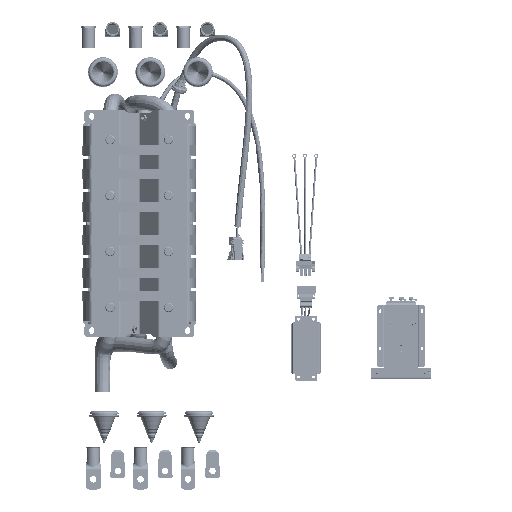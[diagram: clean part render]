
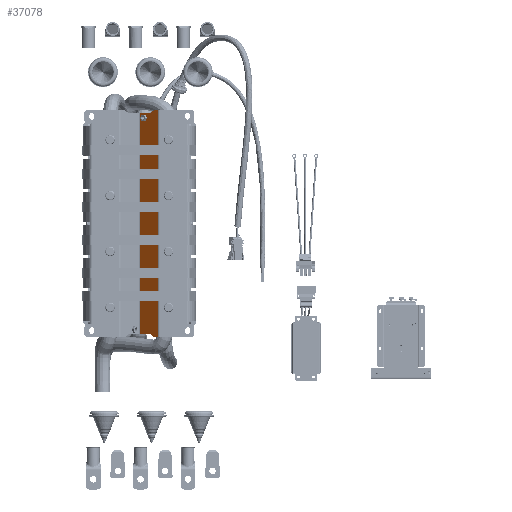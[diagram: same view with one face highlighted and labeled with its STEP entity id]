
A CAD part, top view. The second image highlights one B-rep face of the part: STEP entity #37078.
In plain terms, the highlighted face is planar.
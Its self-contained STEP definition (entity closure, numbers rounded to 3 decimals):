
#3130=ELLIPSE('',#105380,5.007,5.);
#3131=ELLIPSE('',#105381,5.007,5.);
#3132=ELLIPSE('',#105382,5.007,5.);
#3133=ELLIPSE('',#105383,5.007,5.);
#12903=LINE('',#144126,#21863);
#12982=LINE('',#144458,#21942);
#12984=LINE('',#144466,#21944);
#12985=LINE('',#144472,#21945);
#12986=LINE('',#144474,#21946);
#12987=LINE('',#144476,#21947);
#12988=LINE('',#144480,#21948);
#12989=LINE('',#144483,#21949);
#21863=VECTOR('',#116159,1.);
#21942=VECTOR('',#116432,1.);
#21944=VECTOR('',#116442,1.);
#21945=VECTOR('',#116447,1.);
#21946=VECTOR('',#116448,1.);
#21947=VECTOR('',#116449,1.);
#21948=VECTOR('',#116452,1.);
#21949=VECTOR('',#116455,1.);
#37078=ADVANCED_FACE('',(#45101,#45102),#41884,.F.);
#41884=PLANE('',#105384);
#45101=FACE_BOUND('',#47634,.T.);
#45102=FACE_BOUND('',#47635,.T.);
#47634=EDGE_LOOP('',(#56945));
#47635=EDGE_LOOP('',(#56946,#56947,#56948,#56949,#56950,#56951,#56952,#56953,
#56954,#56955,#56956,#56957));
#56945=ORIENTED_EDGE('',*,*,#89842,.T.);
#56946=ORIENTED_EDGE('',*,*,#89843,.F.);
#56947=ORIENTED_EDGE('',*,*,#89844,.T.);
#56948=ORIENTED_EDGE('',*,*,#89839,.T.);
#56949=ORIENTED_EDGE('',*,*,#89845,.T.);
#56950=ORIENTED_EDGE('',*,*,#89846,.F.);
#56951=ORIENTED_EDGE('',*,*,#89847,.T.);
#56952=ORIENTED_EDGE('',*,*,#89848,.F.);
#56953=ORIENTED_EDGE('',*,*,#89849,.T.);
#56954=ORIENTED_EDGE('',*,*,#89850,.F.);
#56955=ORIENTED_EDGE('',*,*,#89851,.T.);
#56956=ORIENTED_EDGE('',*,*,#89671,.T.);
#56957=ORIENTED_EDGE('',*,*,#89852,.T.);
#80436=VERTEX_POINT('',#144125);
#80437=VERTEX_POINT('',#144127);
#80592=VERTEX_POINT('',#144457);
#80593=VERTEX_POINT('',#144459);
#80594=VERTEX_POINT('',#144465);
#80595=VERTEX_POINT('',#144467);
#80596=VERTEX_POINT('',#144468);
#80597=VERTEX_POINT('',#144471);
#80598=VERTEX_POINT('',#144473);
#80599=VERTEX_POINT('',#144475);
#80600=VERTEX_POINT('',#144477);
#80601=VERTEX_POINT('',#144479);
#80602=VERTEX_POINT('',#144481);
#89671=EDGE_CURVE('',#80437,#80436,#12903,.T.);
#89839=EDGE_CURVE('',#80593,#80592,#12982,.T.);
#89842=EDGE_CURVE('',#80594,#80594,#101486,.T.);
#89843=EDGE_CURVE('',#80595,#80596,#12984,.T.);
#89844=EDGE_CURVE('',#80595,#80593,#3130,.T.);
#89845=EDGE_CURVE('',#80592,#80597,#3131,.T.);
#89846=EDGE_CURVE('',#80598,#80597,#12985,.T.);
#89847=EDGE_CURVE('',#80598,#80599,#12986,.T.);
#89848=EDGE_CURVE('',#80600,#80599,#12987,.T.);
#89849=EDGE_CURVE('',#80600,#80601,#3132,.T.);
#89850=EDGE_CURVE('',#80602,#80601,#12988,.T.);
#89851=EDGE_CURVE('',#80602,#80437,#3133,.T.);
#89852=EDGE_CURVE('',#80436,#80596,#12989,.T.);
#101486=CIRCLE('',#105379,5.);
#105379=AXIS2_PLACEMENT_3D('',#144464,#116440,#116441);
#105380=AXIS2_PLACEMENT_3D('',#144469,#116443,#116444);
#105381=AXIS2_PLACEMENT_3D('',#144470,#116445,#116446);
#105382=AXIS2_PLACEMENT_3D('',#144478,#116450,#116451);
#105383=AXIS2_PLACEMENT_3D('',#144482,#116453,#116454);
#105384=AXIS2_PLACEMENT_3D('',#144484,#116456,#116457);
#116159=DIRECTION('',(0.682,0.731,0.));
#116432=DIRECTION('',(-0.613,-0.657,0.439));
#116440=DIRECTION('',(0.731,-0.682,0.));
#116441=DIRECTION('',(0.682,0.731,0.));
#116442=DIRECTION('',(0.682,0.731,0.));
#116443=DIRECTION('',(-0.731,0.682,0.));
#116444=DIRECTION('',(-0.682,-0.731,0.));
#116445=DIRECTION('',(0.731,-0.682,0.));
#116446=DIRECTION('',(0.682,0.731,0.));
#116447=DIRECTION('',(0.682,0.731,0.));
#116448=DIRECTION('',(0.,0.,1.));
#116449=DIRECTION('',(-0.682,-0.731,0.));
#116450=DIRECTION('',(0.731,-0.682,0.));
#116451=DIRECTION('',(-0.682,-0.731,0.));
#116452=DIRECTION('',(-0.453,-0.486,-0.748));
#116453=DIRECTION('',(-0.731,0.682,0.));
#116454=DIRECTION('',(-0.682,-0.731,0.));
#116455=DIRECTION('',(0.,0.,-1.));
#116456=DIRECTION('',(0.731,-0.682,0.));
#116457=DIRECTION('',(0.682,0.731,0.));
#144125=CARTESIAN_POINT('',(-43.678,143.505,163.6));
#144126=CARTESIAN_POINT('',(-65.812,119.769,163.6));
#144127=CARTESIAN_POINT('',(-52.484,134.062,163.6));
#144457=CARTESIAN_POINT('',(-58.353,127.769,-285.909));
#144458=CARTESIAN_POINT('',(-56.733,129.505,-287.069));
#144459=CARTESIAN_POINT('',(-52.795,133.729,-289.891));
#144464=CARTESIAN_POINT('',(-71.475,113.697,-275.4));
#144465=CARTESIAN_POINT('',(-68.065,117.354,-275.4));
#144466=CARTESIAN_POINT('',(-84.685,99.531,-290.4));
#144467=CARTESIAN_POINT('',(-51.294,135.338,-290.4));
#144468=CARTESIAN_POINT('',(-43.678,143.505,-290.4));
#144469=CARTESIAN_POINT('',(-51.294,135.338,-285.4));
#144470=CARTESIAN_POINT('',(-59.853,126.159,-290.4));
#144471=CARTESIAN_POINT('',(-59.853,126.159,-285.4));
#144472=CARTESIAN_POINT('',(-84.685,99.531,-285.4));
#144473=CARTESIAN_POINT('',(-80.176,104.366,-285.4));
#144474=CARTESIAN_POINT('',(-80.176,104.366,-228.4));
#144475=CARTESIAN_POINT('',(-80.176,104.366,158.6));
#144476=CARTESIAN_POINT('',(-84.685,99.531,158.6));
#144477=CARTESIAN_POINT('',(-58.584,127.521,158.6));
#144478=CARTESIAN_POINT('',(-58.584,127.521,163.6));
#144479=CARTESIAN_POINT('',(-56.029,130.261,160.283));
#144480=CARTESIAN_POINT('',(-200.268,-24.417,-77.936));
#144481=CARTESIAN_POINT('',(-55.039,131.322,161.917));
#144482=CARTESIAN_POINT('',(-52.484,134.062,158.6));
#144483=CARTESIAN_POINT('',(-43.678,143.505,-228.4));
#144484=CARTESIAN_POINT('',(-84.685,99.531,-228.4));
